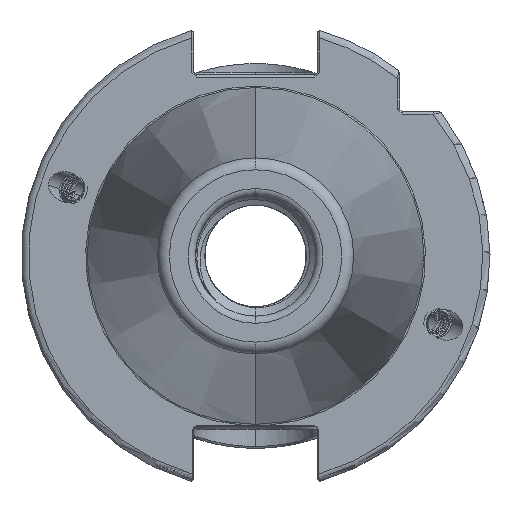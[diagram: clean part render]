
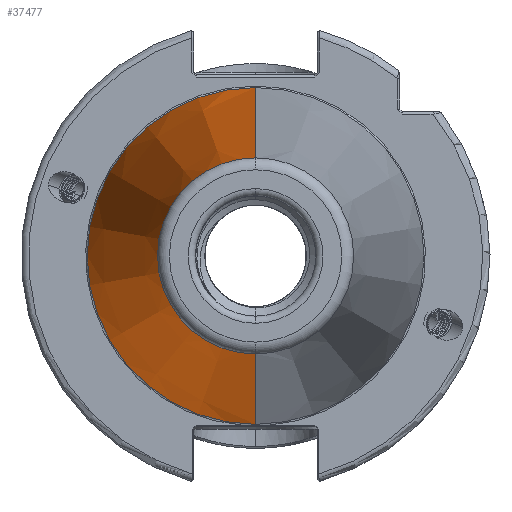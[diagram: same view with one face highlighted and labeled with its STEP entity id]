
A CAD part, left-side view. The second image highlights one B-rep face of the part: STEP entity #37477.
In plain terms, the highlighted conical face has half-angle 8.297 degrees and reference radius 35.392 mm.
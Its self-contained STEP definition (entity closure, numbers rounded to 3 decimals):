
#913 = ORIENTED_EDGE ( 'NONE', *, *, #1992, .T. ) ;
#925 = ORIENTED_EDGE ( 'NONE', *, *, #1942, .T. ) ;
#950 = ORIENTED_EDGE ( 'NONE', *, *, #1966, .F. ) ;
#951 = ORIENTED_EDGE ( 'NONE', *, *, #1990, .F. ) ;
#953 = ORIENTED_EDGE ( 'NONE', *, *, #1999, .F. ) ;
#1038 = CIRCLE ( 'NONE', #18804, 35.027 ) ;
#1048 = VECTOR ( 'NONE', #18507, 1000. ) ;
#1067 = LINE ( 'NONE', #18544, #1048 ) ;
#1075 = CIRCLE ( 'NONE', #18826, 35.027 ) ;
#1101 = LINE ( 'NONE', #30626, #1116 ) ;
#1109 = CIRCLE ( 'NONE', #18799, 20.399 ) ;
#1116 = VECTOR ( 'NONE', #30619, 1000. ) ;
#1942 = EDGE_CURVE ( 'NONE', #31619, #31608, #1067, .T. ) ;
#1966 = EDGE_CURVE ( 'NONE', #31351, #31354, #1038, .T. ) ;
#1990 = EDGE_CURVE ( 'NONE', #31354, #31608, #1075, .T. ) ;
#1992 = EDGE_CURVE ( 'NONE', #31494, #31619, #1109, .T. ) ;
#1999 = EDGE_CURVE ( 'NONE', #31494, #31351, #1101, .T. ) ;
#2880 = FACE_OUTER_BOUND ( 'NONE', #9426, .T. ) ;
#2883 = CONICAL_SURFACE ( 'NONE', #34027, 35.392, 0.145 ) ;
#4663 = CARTESIAN_POINT ( 'NONE',  ( -102.811, 0., -20.399 ) ) ;
#4730 = CARTESIAN_POINT ( 'NONE',  ( -2.5, 35.027, 0. ) ) ;
#4780 = CARTESIAN_POINT ( 'NONE',  ( -102.811, 0., 20.399 ) ) ;
#4796 = CARTESIAN_POINT ( 'NONE',  ( -2.5, 0., 35.027 ) ) ;
#4867 = CARTESIAN_POINT ( 'NONE',  ( -2.5, 0., -35.027 ) ) ;
#9426 = EDGE_LOOP ( 'NONE', ( #913, #925, #951, #950, #953 ) ) ;
#17273 = DIRECTION ( 'NONE',  ( 1., 0., 0. ) ) ;
#17288 = CARTESIAN_POINT ( 'NONE',  ( 0., 0., 0. ) ) ;
#17309 = DIRECTION ( 'NONE',  ( 0., 0., -1. ) ) ;
#18507 = DIRECTION ( 'NONE',  ( 0.99, 0., 0.144 ) ) ;
#18544 = CARTESIAN_POINT ( 'NONE',  ( 0., 0., 35.392 ) ) ;
#18799 = AXIS2_PLACEMENT_3D ( 'NONE', #30391, #30392, #30420 ) ;
#18804 = AXIS2_PLACEMENT_3D ( 'NONE', #30160, #30162, #30131 ) ;
#18826 = AXIS2_PLACEMENT_3D ( 'NONE', #30374, #30365, #30369 ) ;
#30131 = DIRECTION ( 'NONE',  ( 0., 1., 0. ) ) ;
#30160 = CARTESIAN_POINT ( 'NONE',  ( -2.5, 0., 0. ) ) ;
#30162 = DIRECTION ( 'NONE',  ( 1., 0., 0. ) ) ;
#30365 = DIRECTION ( 'NONE',  ( 1., 0., 0. ) ) ;
#30369 = DIRECTION ( 'NONE',  ( 0., 1., 0. ) ) ;
#30374 = CARTESIAN_POINT ( 'NONE',  ( -2.5, 0., 0. ) ) ;
#30391 = CARTESIAN_POINT ( 'NONE',  ( -102.811, 0., 0. ) ) ;
#30392 = DIRECTION ( 'NONE',  ( 1., 0., 0. ) ) ;
#30420 = DIRECTION ( 'NONE',  ( 0., 0., 1. ) ) ;
#30619 = DIRECTION ( 'NONE',  ( 0.99, 0., -0.144 ) ) ;
#30626 = CARTESIAN_POINT ( 'NONE',  ( 0., 0., -35.392 ) ) ;
#31351 = VERTEX_POINT ( 'NONE', #4867 ) ;
#31354 = VERTEX_POINT ( 'NONE', #4730 ) ;
#31494 = VERTEX_POINT ( 'NONE', #4663 ) ;
#31608 = VERTEX_POINT ( 'NONE', #4796 ) ;
#31619 = VERTEX_POINT ( 'NONE', #4780 ) ;
#34027 = AXIS2_PLACEMENT_3D ( 'NONE', #17288, #17273, #17309 ) ;
#37477 = ADVANCED_FACE ( 'NONE', ( #2880 ), #2883, .T. ) ;
